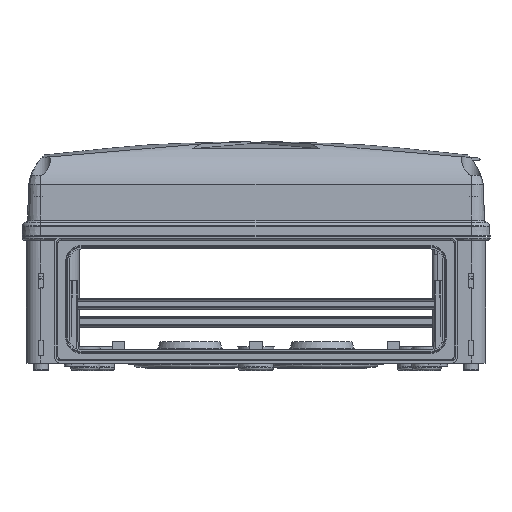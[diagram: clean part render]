
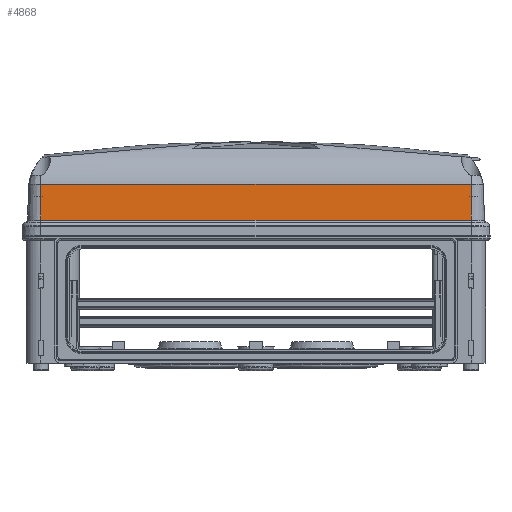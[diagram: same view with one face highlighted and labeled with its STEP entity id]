
A CAD part, front view. The second image highlights one B-rep face of the part: STEP entity #4868.
In plain terms, the highlighted planar face has unit normal (0, -1, 0.026).
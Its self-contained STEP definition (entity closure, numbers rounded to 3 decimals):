
#4868 = ADVANCED_FACE( '', ( #12409 ), #12410, .T. );
#12409 = FACE_OUTER_BOUND( '', #23106, .T. );
#12410 = PLANE( '', #23107 );
#23106 = EDGE_LOOP( '', ( #38111, #38112, #38113, #38114 ) );
#23107 = AXIS2_PLACEMENT_3D( '', #38115, #38116, #38117 );
#38111 = ORIENTED_EDGE( '', *, *, #64987, .T. );
#38112 = ORIENTED_EDGE( '', *, *, #64242, .F. );
#38113 = ORIENTED_EDGE( '', *, *, #64988, .F. );
#38114 = ORIENTED_EDGE( '', *, *, #64989, .T. );
#38115 = CARTESIAN_POINT( '', ( 350., -296.461, 10.561 ) );
#38116 = DIRECTION( '', ( 0., -1., 0.026 ) );
#38117 = DIRECTION( '', ( 0., -0.026, -1. ) );
#64242 = EDGE_CURVE( '', #74027, #78119, #78122, .T. );
#64987 = EDGE_CURVE( '', #79322, #78119, #79323, .T. );
#64988 = EDGE_CURVE( '', #79324, #74027, #79325, .T. );
#64989 = EDGE_CURVE( '', #79324, #79322, #79326, .T. );
#74027 = VERTEX_POINT( '', #91556 );
#78119 = VERTEX_POINT( '', #97393 );
#78122 = LINE( '', #97397, #97398 );
#79322 = VERTEX_POINT( '', #99165 );
#79323 = LINE( '', #99166, #99167 );
#79324 = VERTEX_POINT( '', #99168 );
#79325 = LINE( '', #99169, #99170 );
#79326 = LINE( '', #99171, #99172 );
#91556 = CARTESIAN_POINT( '', ( 145., -296.461, 10.561 ) );
#97393 = CARTESIAN_POINT( '', ( -145., -296.461, 10.561 ) );
#97397 = CARTESIAN_POINT( '', ( 350., -296.461, 10.561 ) );
#97398 = VECTOR( '', #119362, 1000. );
#99165 = CARTESIAN_POINT( '', ( -145., -295.832, 34.6 ) );
#99166 = CARTESIAN_POINT( '', ( -145., -295.832, 34.6 ) );
#99167 = VECTOR( '', #120252, 1000. );
#99168 = CARTESIAN_POINT( '', ( 145., -295.832, 34.6 ) );
#99169 = CARTESIAN_POINT( '', ( 145., -295.832, 34.6 ) );
#99170 = VECTOR( '', #120253, 1000. );
#99171 = CARTESIAN_POINT( '', ( 350., -295.832, 34.6 ) );
#99172 = VECTOR( '', #120254, 1000. );
#119362 = DIRECTION( '', ( -1., 0., 0. ) );
#120252 = DIRECTION( '', ( 0., -0.026, -1. ) );
#120253 = DIRECTION( '', ( 0., -0.026, -1. ) );
#120254 = DIRECTION( '', ( -1., 0., 0. ) );
